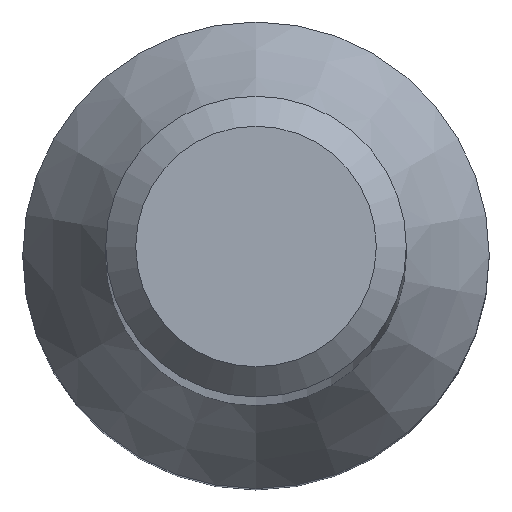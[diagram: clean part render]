
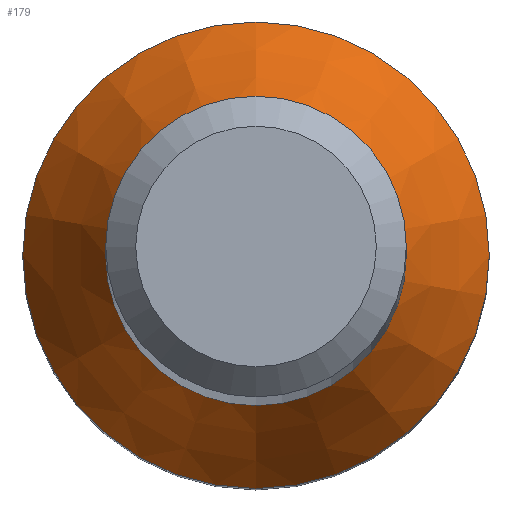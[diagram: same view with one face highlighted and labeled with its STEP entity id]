
A CAD part, top view. The second image highlights one B-rep face of the part: STEP entity #179.
In plain terms, the highlighted conical face has half-angle 30 degrees and reference radius 4.655 mm.
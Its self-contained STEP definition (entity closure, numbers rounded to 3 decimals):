
#2 = CARTESIAN_POINT ( 'NONE',  ( 0., 4.655, 16.857 ) ) ;
#13 = ORIENTED_EDGE ( 'NONE', *, *, #149, .F. ) ;
#15 = AXIS2_PLACEMENT_3D ( 'NONE', #43, #210, #63 ) ;
#22 = DIRECTION ( 'NONE',  ( 0., 0., -1. ) ) ;
#26 = ORIENTED_EDGE ( 'NONE', *, *, #183, .T. ) ;
#35 = VERTEX_POINT ( 'NONE', #131 ) ;
#43 = CARTESIAN_POINT ( 'NONE',  ( 0., 0., 16.857 ) ) ;
#63 = DIRECTION ( 'NONE',  ( 0., 1., 0. ) ) ;
#72 = AXIS2_PLACEMENT_3D ( 'NONE', #101, #22, #211 ) ;
#82 = FACE_OUTER_BOUND ( 'NONE', #229, .T. ) ;
#85 = DIRECTION ( 'NONE',  ( 0., 0., -1. ) ) ;
#99 = FACE_BOUND ( 'NONE', #104, .T. ) ;
#101 = CARTESIAN_POINT ( 'NONE',  ( 0., 0., 19.724 ) ) ;
#104 = EDGE_LOOP ( 'NONE', ( #26 ) ) ;
#112 = CIRCLE ( 'NONE', #72, 3. ) ;
#121 = CONICAL_SURFACE ( 'NONE', #15, 4.655, 0.524 ) ;
#124 = DIRECTION ( 'NONE',  ( 0., 1., 0. ) ) ;
#131 = CARTESIAN_POINT ( 'NONE',  ( 0., 3., 19.724 ) ) ;
#141 = AXIS2_PLACEMENT_3D ( 'NONE', #173, #85, #124 ) ;
#149 = EDGE_CURVE ( 'NONE', #203, #203, #170, .T. ) ;
#170 = CIRCLE ( 'NONE', #141, 4.655 ) ;
#173 = CARTESIAN_POINT ( 'NONE',  ( 0., 0., 16.857 ) ) ;
#179 = ADVANCED_FACE ( 'NONE', ( #99, #82 ), #121, .T. ) ;
#183 = EDGE_CURVE ( 'NONE', #35, #35, #112, .T. ) ;
#203 = VERTEX_POINT ( 'NONE', #2 ) ;
#210 = DIRECTION ( 'NONE',  ( 0., 0., -1. ) ) ;
#211 = DIRECTION ( 'NONE',  ( 0., 1., 0. ) ) ;
#229 = EDGE_LOOP ( 'NONE', ( #13 ) ) ;
